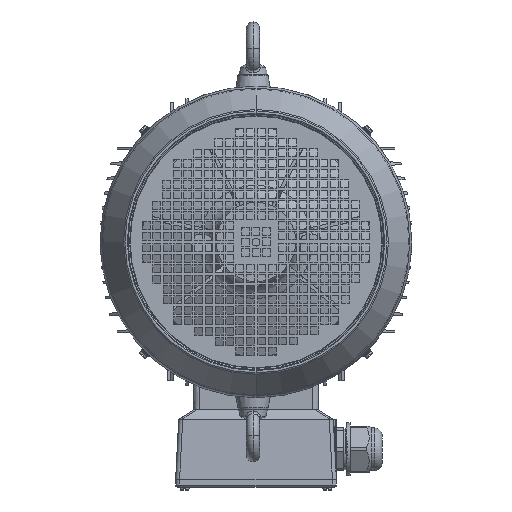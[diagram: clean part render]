
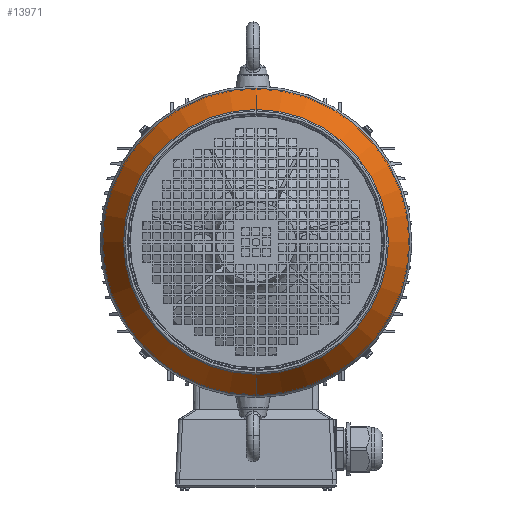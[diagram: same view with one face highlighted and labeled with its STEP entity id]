
A CAD part, left-side view. The second image highlights one B-rep face of the part: STEP entity #13971.
In plain terms, the highlighted conical face has half-angle 30 degrees and reference radius 144.197 mm.
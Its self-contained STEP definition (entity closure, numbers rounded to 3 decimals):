
#3659=CONICAL_SURFACE('',#86152,144.197,30.);
#7075=CIRCLE('',#86145,154.99);
#7078=CIRCLE('',#86150,133.405);
#7079=CIRCLE('',#86151,133.405);
#13971=ADVANCED_FACE('',(#18854,#18855),#3659,.T.);
#18854=FACE_BOUND('',#22887,.T.);
#18855=FACE_BOUND('',#22888,.T.);
#22887=EDGE_LOOP('',(#53402));
#22888=EDGE_LOOP('',(#53403,#53404));
#53402=ORIENTED_EDGE('',*,*,#76364,.F.);
#53403=ORIENTED_EDGE('',*,*,#76367,.T.);
#53404=ORIENTED_EDGE('',*,*,#76368,.T.);
#66747=VERTEX_POINT('',#144095);
#66750=VERTEX_POINT('',#144103);
#66751=VERTEX_POINT('',#144104);
#76364=EDGE_CURVE('',#66747,#66747,#7075,.T.);
#76367=EDGE_CURVE('',#66750,#66751,#7078,.T.);
#76368=EDGE_CURVE('',#66751,#66750,#7079,.T.);
#86145=AXIS2_PLACEMENT_3D('',#144094,#100617,#100618);
#86150=AXIS2_PLACEMENT_3D('',#144102,#100627,#100628);
#86151=AXIS2_PLACEMENT_3D('',#144105,#100629,#100630);
#86152=AXIS2_PLACEMENT_3D('',#144106,#100631,#100632);
#100617=DIRECTION('',(1.,0.,0.));
#100618=DIRECTION('',(0.,0.,-1.));
#100627=DIRECTION('',(1.,0.,0.));
#100628=DIRECTION('',(0.,0.,-1.));
#100629=DIRECTION('',(1.,0.,0.));
#100630=DIRECTION('',(0.,0.,-1.));
#100631=DIRECTION('',(1.,0.,0.));
#100632=DIRECTION('',(0.,0.,-1.));
#144094=CARTESIAN_POINT('',(-161.046,166.457,-166.457));
#144095=CARTESIAN_POINT('',(-161.046,166.457,-321.448));
#144102=CARTESIAN_POINT('',(-198.433,166.457,-166.457));
#144103=CARTESIAN_POINT('',(-198.433,166.457,-299.862));
#144104=CARTESIAN_POINT('',(-198.433,166.457,-33.053));
#144105=CARTESIAN_POINT('',(-198.433,166.457,-166.457));
#144106=CARTESIAN_POINT('',(-179.739,166.457,-166.457));
